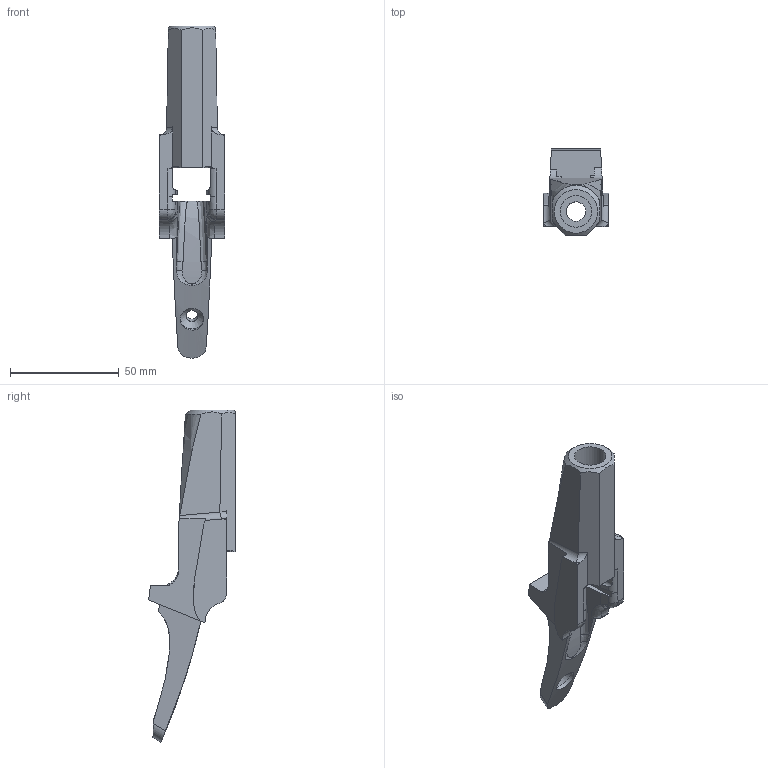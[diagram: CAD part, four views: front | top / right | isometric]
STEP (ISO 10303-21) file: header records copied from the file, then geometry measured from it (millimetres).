
FILE_DESCRIPTION(/* description */ (''),/* implementation_level */ '2;1');
FILE_NAME(/* name */ 'Pice Fusil vide v28.step',/* time_stamp */ '2024-12-06T14:07:49+01:00',/* author */ (''),/* organization */ (''),/* preprocessor_version */ 'ST-DEVELOPER v20',/* originating_system */ 'Autodesk Translation Framework v13.20.0.188',/* authorisation */ '');
FILE_SCHEMA (('AUTOMOTIVE_DESIGN { 1 0 10303 214 3 1 1 }'));
Length unit declared in the file: millimetre
Products named in the file (1): Pièce Fusil vide
Bounding box: 30 x 39.9 x 152.95 mm (x, y, z)
Volume: 47255.5 mm3; surface area: 16378.8 mm2
Topology: 1 solids, 1 shells, 115 faces, 339 edges, 224 vertices
Faces by surface type: plane 56, cylinder 32, bspline 20, torus 4, cone 3
Full cylindrical faces by diameter (mm): 5.5 x1, 9 x1, 10.75 x1, 14.5 x1
Entity records: 16116 total; most frequent: CARTESIAN_POINT 13150, ORIENTED_EDGE 678, DIRECTION 545, EDGE_CURVE 339, VERTEX_POINT 224, AXIS2_PLACEMENT_3D 192, LINE 161, VECTOR 161
